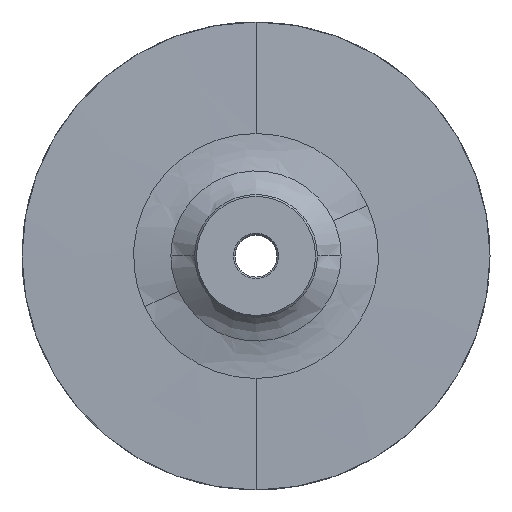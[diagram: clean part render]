
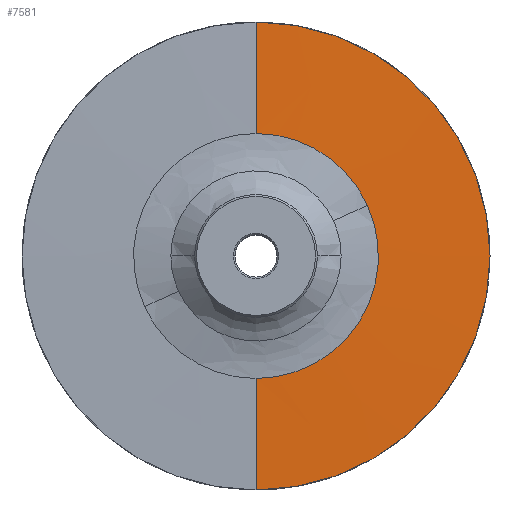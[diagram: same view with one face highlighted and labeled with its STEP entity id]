
A CAD part, top view. The second image highlights one B-rep face of the part: STEP entity #7581.
In plain terms, the highlighted conical face has half-angle 88.756 degrees and reference radius 54.035 mm.
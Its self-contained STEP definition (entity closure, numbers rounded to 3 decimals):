
#51 = LINE ( 'NONE', #10092, #27826 ) ;
#385 = CARTESIAN_POINT ( 'NONE',  ( 0., 54.035, 15.607 ) ) ;
#2060 = EDGE_CURVE ( 'NONE', #10188, #10991, #51, .T. ) ;
#2288 = DIRECTION ( 'NONE',  ( 0., -1., -0.022 ) ) ;
#3500 = CARTESIAN_POINT ( 'NONE',  ( 0., 0., 15.607 ) ) ;
#3819 = DIRECTION ( 'NONE',  ( 0., 1., -0.022 ) ) ;
#4843 = CIRCLE ( 'NONE', #15920, 28.274 ) ;
#5026 = CARTESIAN_POINT ( 'NONE',  ( 0., 0., 15.607 ) ) ;
#5125 = DIRECTION ( 'NONE',  ( 0., 0., 1. ) ) ;
#5547 = CONICAL_SURFACE ( 'NONE', #20346, 54.035, 1.549 ) ;
#6229 = CIRCLE ( 'NONE', #9799, 28.274 ) ;
#6753 = ORIENTED_EDGE ( 'NONE', *, *, #7281, .T. ) ;
#7174 = DIRECTION ( 'NONE',  ( 0., 0., -1. ) ) ;
#7281 = EDGE_CURVE ( 'NONE', #9308, #17934, #20799, .T. ) ;
#7377 = EDGE_CURVE ( 'NONE', #10188, #14084, #4843, .T. ) ;
#7568 = ORIENTED_EDGE ( 'NONE', *, *, #9431, .T. ) ;
#7581 = ADVANCED_FACE ( 'NONE', ( #11084 ), #5547, .T. ) ;
#8993 = CIRCLE ( 'NONE', #11103, 54.035 ) ;
#9197 = DIRECTION ( 'NONE',  ( -1., 0., 0. ) ) ;
#9308 = VERTEX_POINT ( 'NONE', #27196 ) ;
#9431 = EDGE_CURVE ( 'NONE', #9702, #9308, #14572, .T. ) ;
#9702 = VERTEX_POINT ( 'NONE', #23800 ) ;
#9799 = AXIS2_PLACEMENT_3D ( 'NONE', #23225, #27699, #14390 ) ;
#10092 = CARTESIAN_POINT ( 'NONE',  ( 0., 54.035, 15.607 ) ) ;
#10188 = VERTEX_POINT ( 'NONE', #20808 ) ;
#10858 = ORIENTED_EDGE ( 'NONE', *, *, #11647, .T. ) ;
#10991 = VERTEX_POINT ( 'NONE', #385 ) ;
#11084 = FACE_OUTER_BOUND ( 'NONE', #11467, .T. ) ;
#11103 = AXIS2_PLACEMENT_3D ( 'NONE', #26547, #13218, #17600 ) ;
#11467 = EDGE_LOOP ( 'NONE', ( #28764, #21245, #7568, #6753, #10858, #26661 ) ) ;
#11647 = EDGE_CURVE ( 'NONE', #17934, #10991, #8993, .T. ) ;
#13218 = DIRECTION ( 'NONE',  ( 0., 0., 1. ) ) ;
#13974 = EDGE_CURVE ( 'NONE', #14084, #9702, #6229, .T. ) ;
#14084 = VERTEX_POINT ( 'NONE', #15185 ) ;
#14390 = DIRECTION ( 'NONE',  ( -1., 0., 0. ) ) ;
#14422 = AXIS2_PLACEMENT_3D ( 'NONE', #5026, #5125, #9197 ) ;
#14572 = LINE ( 'NONE', #17801, #19416 ) ;
#14778 = DIRECTION ( 'NONE',  ( 0., 1., 0. ) ) ;
#15185 = CARTESIAN_POINT ( 'NONE',  ( 25.74, 11.7, 16.167 ) ) ;
#15920 = AXIS2_PLACEMENT_3D ( 'NONE', #16127, #7174, #22811 ) ;
#16127 = CARTESIAN_POINT ( 'NONE',  ( 0., 0., 16.167 ) ) ;
#17600 = DIRECTION ( 'NONE',  ( -1., 0., 0. ) ) ;
#17801 = CARTESIAN_POINT ( 'NONE',  ( 0., -54.035, 15.607 ) ) ;
#17934 = VERTEX_POINT ( 'NONE', #24577 ) ;
#19017 = DIRECTION ( 'NONE',  ( 0., 0., -1. ) ) ;
#19416 = VECTOR ( 'NONE', #2288, 1000. ) ;
#20346 = AXIS2_PLACEMENT_3D ( 'NONE', #3500, #19017, #14778 ) ;
#20799 = CIRCLE ( 'NONE', #14422, 54.035 ) ;
#20808 = CARTESIAN_POINT ( 'NONE',  ( 0., 28.274, 16.167 ) ) ;
#21245 = ORIENTED_EDGE ( 'NONE', *, *, #13974, .T. ) ;
#22811 = DIRECTION ( 'NONE',  ( -1., 0., 0. ) ) ;
#23225 = CARTESIAN_POINT ( 'NONE',  ( 0., 0., 16.167 ) ) ;
#23800 = CARTESIAN_POINT ( 'NONE',  ( 0., -28.274, 16.167 ) ) ;
#24577 = CARTESIAN_POINT ( 'NONE',  ( 54.035, 0., 15.607 ) ) ;
#26547 = CARTESIAN_POINT ( 'NONE',  ( 0., 0., 15.607 ) ) ;
#26661 = ORIENTED_EDGE ( 'NONE', *, *, #2060, .F. ) ;
#27196 = CARTESIAN_POINT ( 'NONE',  ( 0., -54.035, 15.607 ) ) ;
#27699 = DIRECTION ( 'NONE',  ( 0., 0., -1. ) ) ;
#27826 = VECTOR ( 'NONE', #3819, 1000. ) ;
#28764 = ORIENTED_EDGE ( 'NONE', *, *, #7377, .T. ) ;
